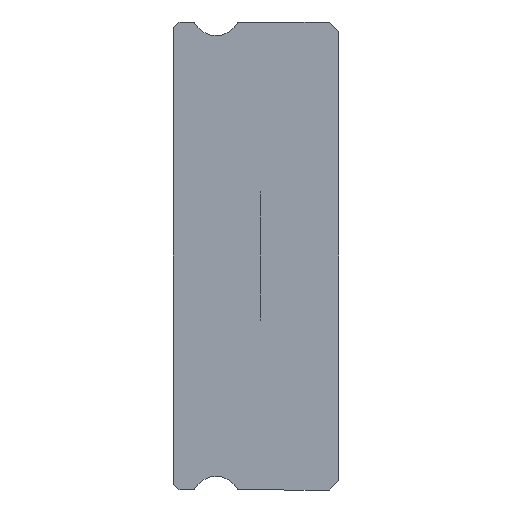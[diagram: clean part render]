
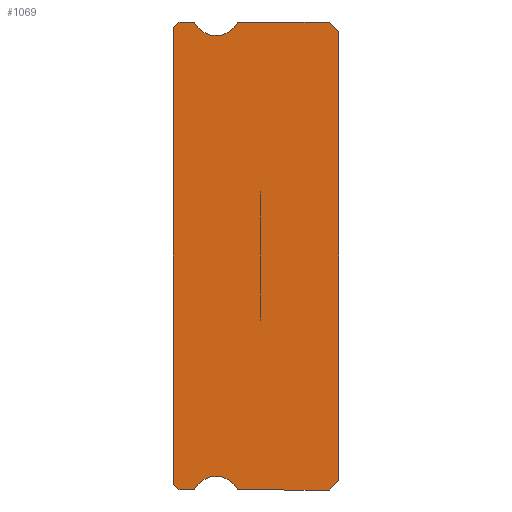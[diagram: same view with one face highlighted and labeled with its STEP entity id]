
A CAD part, left-side view. The second image highlights one B-rep face of the part: STEP entity #1069.
In plain terms, the highlighted planar face has unit normal (-1, 0, 0).
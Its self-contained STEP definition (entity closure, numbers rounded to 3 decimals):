
#28 = DIRECTION ( 'NONE',  ( 1., 0., 0. ) ) ;
#35 = EDGE_CURVE ( 'NONE', #2671, #886, #2867, .T. ) ;
#46 = DIRECTION ( 'NONE',  ( 1., 0., 0. ) ) ;
#72 = CIRCLE ( 'NONE', #2484, 0.15 ) ;
#78 = EDGE_CURVE ( 'NONE', #984, #1831, #2285, .T. ) ;
#96 = DIRECTION ( 'NONE',  ( 0., -1., 0. ) ) ;
#98 = DIRECTION ( 'NONE',  ( 0., -0.707, -0.707 ) ) ;
#100 = CARTESIAN_POINT ( 'NONE',  ( -5., 5.088, 11.85 ) ) ;
#116 = EDGE_CURVE ( 'NONE', #1302, #3241, #3417, .T. ) ;
#124 = VERTEX_POINT ( 'NONE', #1028 ) ;
#154 = CARTESIAN_POINT ( 'NONE',  ( -5., 8.2, -12. ) ) ;
#173 = FACE_OUTER_BOUND ( 'NONE', #2050, .T. ) ;
#176 = ORIENTED_EDGE ( 'NONE', *, *, #1470, .T. ) ;
#214 = DIRECTION ( 'NONE',  ( -1., 0., 0. ) ) ;
#294 = EDGE_CURVE ( 'NONE', #886, #3045, #459, .T. ) ;
#309 = ORIENTED_EDGE ( 'NONE', *, *, #1311, .F. ) ;
#314 = DIRECTION ( 'NONE',  ( 0., 0., -1. ) ) ;
#337 = CARTESIAN_POINT ( 'NONE',  ( -5., 0.5, 12. ) ) ;
#372 = ORIENTED_EDGE ( 'NONE', *, *, #3182, .T. ) ;
#395 = VECTOR ( 'NONE', #1256, 1000. ) ;
#419 = CARTESIAN_POINT ( 'NONE',  ( -5., 5.088, -12. ) ) ;
#450 = DIRECTION ( 'NONE',  ( -1., 0., 0. ) ) ;
#459 = CIRCLE ( 'NONE', #2132, 0.15 ) ;
#536 = ORIENTED_EDGE ( 'NONE', *, *, #78, .T. ) ;
#565 = CARTESIAN_POINT ( 'NONE',  ( -5., 6.3, -12.55 ) ) ;
#616 = CARTESIAN_POINT ( 'NONE',  ( -5., 5.217, -11.925 ) ) ;
#625 = VECTOR ( 'NONE', #1007, 1000. ) ;
#627 = CARTESIAN_POINT ( 'NONE',  ( -5., 8.2, 12. ) ) ;
#648 = AXIS2_PLACEMENT_3D ( 'NONE', #3431, #28, #1563 ) ;
#657 = AXIS2_PLACEMENT_3D ( 'NONE', #2836, #450, #1501 ) ;
#695 = ORIENTED_EDGE ( 'NONE', *, *, #967, .F. ) ;
#699 = DIRECTION ( 'NONE',  ( 0., 0., -1. ) ) ;
#711 = LINE ( 'NONE', #2543, #1903 ) ;
#748 = AXIS2_PLACEMENT_3D ( 'NONE', #565, #830, #314 ) ;
#751 = EDGE_CURVE ( 'NONE', #759, #1831, #3322, .T. ) ;
#759 = VERTEX_POINT ( 'NONE', #1990 ) ;
#830 = DIRECTION ( 'NONE',  ( -1., 0., 0. ) ) ;
#833 = EDGE_CURVE ( 'NONE', #124, #3421, #2021, .T. ) ;
#860 = CARTESIAN_POINT ( 'NONE',  ( -5., 7.512, 12. ) ) ;
#862 = CARTESIAN_POINT ( 'NONE',  ( -5., 7.512, 12. ) ) ;
#886 = VERTEX_POINT ( 'NONE', #419 ) ;
#904 = CARTESIAN_POINT ( 'NONE',  ( -5., 7.512, 11.85 ) ) ;
#967 = EDGE_CURVE ( 'NONE', #2580, #3241, #1244, .T. ) ;
#984 = VERTEX_POINT ( 'NONE', #2041 ) ;
#987 = AXIS2_PLACEMENT_3D ( 'NONE', #2008, #1765, #699 ) ;
#1007 = DIRECTION ( 'NONE',  ( 0., 1., 0. ) ) ;
#1028 = CARTESIAN_POINT ( 'NONE',  ( -5., 6.3, 11.3 ) ) ;
#1069 = ADVANCED_FACE ( 'NONE', ( #173 ), #1678, .F. ) ;
#1117 = DIRECTION ( 'NONE',  ( 0., 0., -1. ) ) ;
#1133 = CARTESIAN_POINT ( 'NONE',  ( -5., 5.088, -11.85 ) ) ;
#1173 = CARTESIAN_POINT ( 'NONE',  ( -5., 7.383, -11.925 ) ) ;
#1205 = LINE ( 'NONE', #154, #1971 ) ;
#1207 = DIRECTION ( 'NONE',  ( 0., 0.707, -0.707 ) ) ;
#1229 = ORIENTED_EDGE ( 'NONE', *, *, #2726, .F. ) ;
#1244 = LINE ( 'NONE', #1426, #2301 ) ;
#1256 = DIRECTION ( 'NONE',  ( 0., 0., 1. ) ) ;
#1268 = VERTEX_POINT ( 'NONE', #862 ) ;
#1299 = VERTEX_POINT ( 'NONE', #1902 ) ;
#1302 = VERTEX_POINT ( 'NONE', #2686 ) ;
#1304 = ORIENTED_EDGE ( 'NONE', *, *, #3155, .F. ) ;
#1311 = EDGE_CURVE ( 'NONE', #3045, #1858, #2539, .T. ) ;
#1315 = VERTEX_POINT ( 'NONE', #2751 ) ;
#1421 = EDGE_CURVE ( 'NONE', #1268, #984, #2300, .T. ) ;
#1426 = CARTESIAN_POINT ( 'NONE',  ( -5., 0.5, 12. ) ) ;
#1468 = DIRECTION ( 'NONE',  ( 0., -1., 0. ) ) ;
#1470 = EDGE_CURVE ( 'NONE', #759, #3315, #1205, .T. ) ;
#1493 = ORIENTED_EDGE ( 'NONE', *, *, #2457, .F. ) ;
#1501 = DIRECTION ( 'NONE',  ( 0., 0., -1. ) ) ;
#1512 = CARTESIAN_POINT ( 'NONE',  ( -5., 0., 11.5 ) ) ;
#1514 = VECTOR ( 'NONE', #1810, 1000. ) ;
#1533 = CARTESIAN_POINT ( 'NONE',  ( -5., 8.5, 11.7 ) ) ;
#1563 = DIRECTION ( 'NONE',  ( 0., 0., -1. ) ) ;
#1639 = DIRECTION ( 'NONE',  ( 1., 0., 0. ) ) ;
#1658 = DIRECTION ( 'NONE',  ( 0., 0., 1. ) ) ;
#1678 = PLANE ( 'NONE',  #2479 ) ;
#1704 = CIRCLE ( 'NONE', #648, 0.15 ) ;
#1724 = DIRECTION ( 'NONE',  ( 0., 1., 0. ) ) ;
#1726 = LINE ( 'NONE', #2802, #1991 ) ;
#1731 = ORIENTED_EDGE ( 'NONE', *, *, #1846, .F. ) ;
#1765 = DIRECTION ( 'NONE',  ( 1., 0., 0. ) ) ;
#1805 = VECTOR ( 'NONE', #1724, 1000. ) ;
#1810 = DIRECTION ( 'NONE',  ( 0., 0.707, -0.707 ) ) ;
#1818 = CARTESIAN_POINT ( 'NONE',  ( -5., 7.512, -12. ) ) ;
#1831 = VERTEX_POINT ( 'NONE', #2973 ) ;
#1846 = EDGE_CURVE ( 'NONE', #3421, #1315, #72, .T. ) ;
#1858 = VERTEX_POINT ( 'NONE', #1173 ) ;
#1887 = VECTOR ( 'NONE', #96, 1000. ) ;
#1892 = ORIENTED_EDGE ( 'NONE', *, *, #35, .F. ) ;
#1902 = CARTESIAN_POINT ( 'NONE',  ( -5., 7.383, 11.925 ) ) ;
#1903 = VECTOR ( 'NONE', #1207, 1000. ) ;
#1934 = CARTESIAN_POINT ( 'NONE',  ( -5., 5.217, 11.925 ) ) ;
#1943 = CARTESIAN_POINT ( 'NONE',  ( -5., 0.5, -12. ) ) ;
#1953 = EDGE_CURVE ( 'NONE', #1302, #2671, #711, .T. ) ;
#1961 = DIRECTION ( 'NONE',  ( 0., 0., -1. ) ) ;
#1968 = ORIENTED_EDGE ( 'NONE', *, *, #1953, .F. ) ;
#1971 = VECTOR ( 'NONE', #98, 1000. ) ;
#1990 = CARTESIAN_POINT ( 'NONE',  ( -5., 8.5, -11.7 ) ) ;
#1991 = VECTOR ( 'NONE', #1468, 1000. ) ;
#2008 = CARTESIAN_POINT ( 'NONE',  ( -5., 7.512, 11.85 ) ) ;
#2021 = CIRCLE ( 'NONE', #2476, 1.25 ) ;
#2041 = CARTESIAN_POINT ( 'NONE',  ( -5., 8.2, 12. ) ) ;
#2050 = EDGE_LOOP ( 'NONE', ( #2402, #176, #372, #1493, #309, #2534, #1892, #1968, #2314, #695, #2736, #1731, #3131, #1304, #1229, #2207, #536 ) ) ;
#2132 = AXIS2_PLACEMENT_3D ( 'NONE', #1133, #46, #1117 ) ;
#2188 = DIRECTION ( 'NONE',  ( 0., -0.707, -0.707 ) ) ;
#2207 = ORIENTED_EDGE ( 'NONE', *, *, #1421, .T. ) ;
#2285 = LINE ( 'NONE', #1533, #1514 ) ;
#2300 = LINE ( 'NONE', #627, #1805 ) ;
#2301 = VECTOR ( 'NONE', #2188, 1000. ) ;
#2305 = DIRECTION ( 'NONE',  ( 1., 0., 0. ) ) ;
#2314 = ORIENTED_EDGE ( 'NONE', *, *, #116, .T. ) ;
#2344 = DIRECTION ( 'NONE',  ( 0., 0., -1. ) ) ;
#2398 = CARTESIAN_POINT ( 'NONE',  ( -5., 0., 11.5 ) ) ;
#2402 = ORIENTED_EDGE ( 'NONE', *, *, #751, .F. ) ;
#2457 = EDGE_CURVE ( 'NONE', #1858, #2897, #1704, .T. ) ;
#2476 = AXIS2_PLACEMENT_3D ( 'NONE', #2614, #214, #2344 ) ;
#2479 = AXIS2_PLACEMENT_3D ( 'NONE', #904, #2305, #1961 ) ;
#2484 = AXIS2_PLACEMENT_3D ( 'NONE', #100, #1639, #2752 ) ;
#2500 = CIRCLE ( 'NONE', #987, 0.15 ) ;
#2534 = ORIENTED_EDGE ( 'NONE', *, *, #294, .F. ) ;
#2539 = CIRCLE ( 'NONE', #748, 1.25 ) ;
#2543 = CARTESIAN_POINT ( 'NONE',  ( -5., 0., -11.5 ) ) ;
#2580 = VERTEX_POINT ( 'NONE', #337 ) ;
#2614 = CARTESIAN_POINT ( 'NONE',  ( -5., 6.3, 12.55 ) ) ;
#2625 = CARTESIAN_POINT ( 'NONE',  ( -5., 7.512, -12. ) ) ;
#2671 = VERTEX_POINT ( 'NONE', #1943 ) ;
#2686 = CARTESIAN_POINT ( 'NONE',  ( -5., 0., -11.5 ) ) ;
#2726 = EDGE_CURVE ( 'NONE', #1268, #1299, #2500, .T. ) ;
#2736 = ORIENTED_EDGE ( 'NONE', *, *, #3360, .F. ) ;
#2751 = CARTESIAN_POINT ( 'NONE',  ( -5., 5.088, 12. ) ) ;
#2752 = DIRECTION ( 'NONE',  ( 0., 0., -1. ) ) ;
#2802 = CARTESIAN_POINT ( 'NONE',  ( -5., 7.512, -12. ) ) ;
#2812 = VECTOR ( 'NONE', #1658, 1000. ) ;
#2836 = CARTESIAN_POINT ( 'NONE',  ( -5., 6.3, 12.55 ) ) ;
#2867 = LINE ( 'NONE', #2625, #625 ) ;
#2897 = VERTEX_POINT ( 'NONE', #1818 ) ;
#2952 = CIRCLE ( 'NONE', #657, 1.25 ) ;
#2973 = CARTESIAN_POINT ( 'NONE',  ( -5., 8.5, 11.7 ) ) ;
#3026 = CARTESIAN_POINT ( 'NONE',  ( -5., 8.5, 11.85 ) ) ;
#3045 = VERTEX_POINT ( 'NONE', #616 ) ;
#3131 = ORIENTED_EDGE ( 'NONE', *, *, #833, .F. ) ;
#3155 = EDGE_CURVE ( 'NONE', #1299, #124, #2952, .T. ) ;
#3182 = EDGE_CURVE ( 'NONE', #3315, #2897, #1726, .T. ) ;
#3241 = VERTEX_POINT ( 'NONE', #2398 ) ;
#3244 = LINE ( 'NONE', #860, #1887 ) ;
#3315 = VERTEX_POINT ( 'NONE', #3422 ) ;
#3322 = LINE ( 'NONE', #3026, #2812 ) ;
#3360 = EDGE_CURVE ( 'NONE', #1315, #2580, #3244, .T. ) ;
#3417 = LINE ( 'NONE', #1512, #395 ) ;
#3421 = VERTEX_POINT ( 'NONE', #1934 ) ;
#3422 = CARTESIAN_POINT ( 'NONE',  ( -5., 8.2, -12. ) ) ;
#3431 = CARTESIAN_POINT ( 'NONE',  ( -5., 7.512, -11.85 ) ) ;
